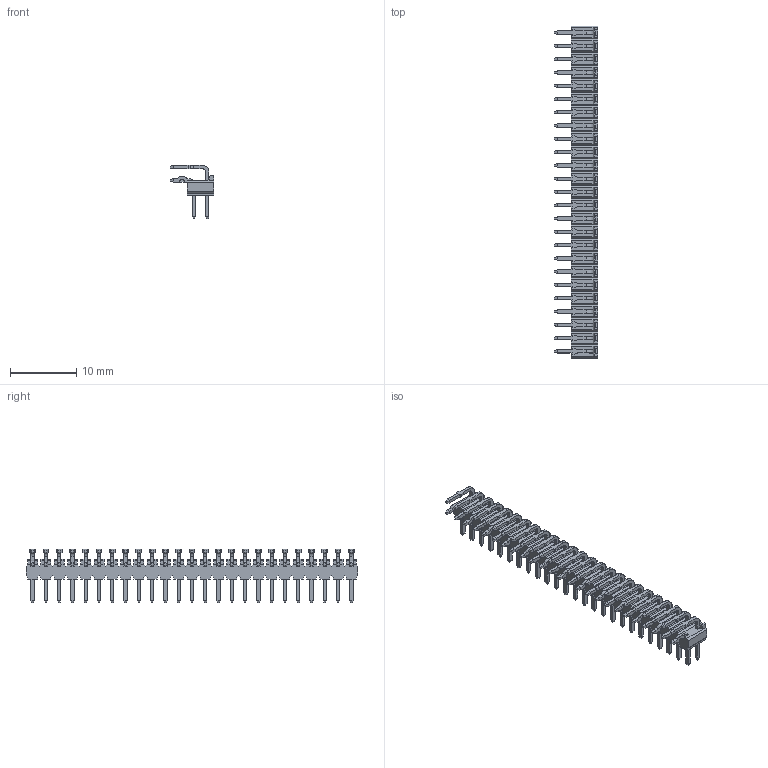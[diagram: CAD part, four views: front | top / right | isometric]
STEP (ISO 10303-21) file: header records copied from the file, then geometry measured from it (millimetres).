
FILE_DESCRIPTION (( 'STEP AP214' ), '1' );
FILE_NAME ('A3B-50PA-2DS(51).STEP', '2023-07-17T08:49:35', ( '' ), ( '' ), 'SwSTEP 2.0', 'SolidWorks 2022', '' );
FILE_SCHEMA (( 'AUTOMOTIVE_DESIGN' ));
Length unit declared in the file: millimetre
Products named in the file (3): A3B-50PA-2DS(51); Pins; A3B-50PA-2DS(51)_Body
Assembly tree (2 placements, depth 2):
  A3B-50PA-2DS(51)
    A3B-50PA-2DS(51)_Body
    Pins
Bounding box: 6.6 x 50 x 8 mm (x, y, z)
Volume: 540 mm3; surface area: 1750.8 mm2
Topology: 101 solids, 101 shells, 1831 faces, 4437 edges, 2808 vertices
Faces by surface type: plane 1730, cylinder 101
Entity records: 52934 total; most frequent: CARTESIAN_POINT 9081, ORIENTED_EDGE 8874, DIRECTION 8311, EDGE_CURVE 4437, VECTOR 4235, LINE 4235, VERTEX_POINT 2808, AXIS2_PLACEMENT_3D 2038
